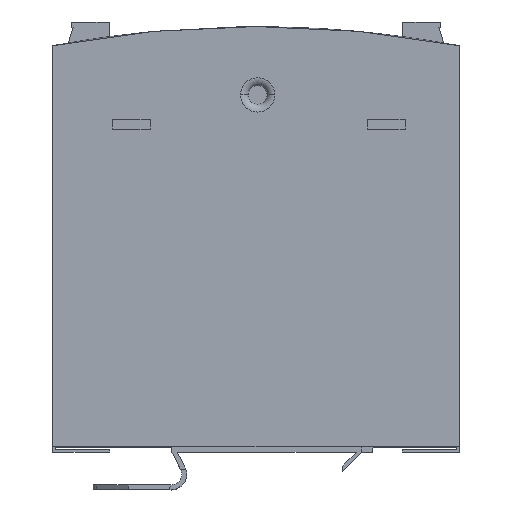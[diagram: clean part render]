
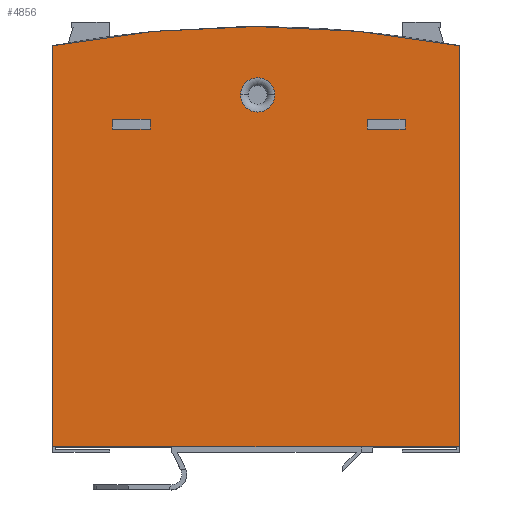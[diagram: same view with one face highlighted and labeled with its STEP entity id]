
A CAD part, top view. The second image highlights one B-rep face of the part: STEP entity #4856.
In plain terms, the highlighted planar face has unit normal (0, 0, 1).
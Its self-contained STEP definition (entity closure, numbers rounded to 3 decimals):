
#158 = LINE ( 'NONE', #21618, #20839 ) ;
#160 = ORIENTED_EDGE ( 'NONE', *, *, #12501, .T. ) ;
#176 = CARTESIAN_POINT ( 'NONE',  ( -26.5, -18.41, 25.5 ) ) ;
#672 = FACE_BOUND ( 'NONE', #9371, .T. ) ;
#781 = AXIS2_PLACEMENT_3D ( 'NONE', #18683, #14678, #2564 ) ;
#1006 = DIRECTION ( 'NONE',  ( 1., 0., 0. ) ) ;
#1224 = ORIENTED_EDGE ( 'NONE', *, *, #9894, .F. ) ;
#1312 = LINE ( 'NONE', #1791, #22247 ) ;
#1476 = VERTEX_POINT ( 'NONE', #22657 ) ;
#1686 = ORIENTED_EDGE ( 'NONE', *, *, #20234, .F. ) ;
#1791 = CARTESIAN_POINT ( 'NONE',  ( -19.5, -18.41, 25.5 ) ) ;
#1849 = DIRECTION ( 'NONE',  ( 1., 0., 0. ) ) ;
#2027 = CIRCLE ( 'NONE', #3148, 200.5 ) ;
#2316 = CARTESIAN_POINT ( 'NONE',  ( -37.5, -3.038, 25.5 ) ) ;
#2516 = CARTESIAN_POINT ( 'NONE',  ( -37.5, -77., 25.5 ) ) ;
#2564 = DIRECTION ( 'NONE',  ( 1., 0., 0. ) ) ;
#3148 = AXIS2_PLACEMENT_3D ( 'NONE', #9720, #22055, #20623 ) ;
#3372 = LINE ( 'NONE', #176, #4138 ) ;
#3476 = VERTEX_POINT ( 'NONE', #22141 ) ;
#3663 = EDGE_CURVE ( 'NONE', #7921, #4251, #17735, .T. ) ;
#3870 = CARTESIAN_POINT ( 'NONE',  ( 20.5, -18.41, 25.5 ) ) ;
#3880 = VERTEX_POINT ( 'NONE', #2516 ) ;
#4138 = VECTOR ( 'NONE', #5274, 1000. ) ;
#4251 = VERTEX_POINT ( 'NONE', #4772 ) ;
#4534 = DIRECTION ( 'NONE',  ( -1., 0., 0. ) ) ;
#4772 = CARTESIAN_POINT ( 'NONE',  ( 27.5, -16.61, 25.5 ) ) ;
#4856 = ADVANCED_FACE ( 'NONE', ( #15142, #672, #22365, #7433 ), #6123, .T. ) ;
#5274 = DIRECTION ( 'NONE',  ( 1., 0., 0. ) ) ;
#6123 = PLANE ( 'NONE',  #781 ) ;
#6131 = EDGE_CURVE ( 'NONE', #1476, #14379, #15779, .T. ) ;
#6181 = VECTOR ( 'NONE', #17467, 1000. ) ;
#6384 = CARTESIAN_POINT ( 'NONE',  ( 20.5, -16.61, 25.5 ) ) ;
#6886 = DIRECTION ( 'NONE',  ( 0., 1., 0. ) ) ;
#6921 = EDGE_CURVE ( 'NONE', #3476, #11089, #1312, .T. ) ;
#6941 = CARTESIAN_POINT ( 'NONE',  ( 27.5, -18.41, 25.5 ) ) ;
#7073 = AXIS2_PLACEMENT_3D ( 'NONE', #10904, #18131, #14693 ) ;
#7361 = CARTESIAN_POINT ( 'NONE',  ( -26.5, -18.41, 25.5 ) ) ;
#7433 = FACE_OUTER_BOUND ( 'NONE', #13685, .T. ) ;
#7921 = VERTEX_POINT ( 'NONE', #9356 ) ;
#8085 = ORIENTED_EDGE ( 'NONE', *, *, #23168, .F. ) ;
#8343 = LINE ( 'NONE', #12142, #21370 ) ;
#8500 = ORIENTED_EDGE ( 'NONE', *, *, #15308, .T. ) ;
#8571 = ORIENTED_EDGE ( 'NONE', *, *, #16186, .T. ) ;
#8633 = VERTEX_POINT ( 'NONE', #7361 ) ;
#9263 = EDGE_CURVE ( 'NONE', #4251, #16691, #13378, .T. ) ;
#9318 = VERTEX_POINT ( 'NONE', #15165 ) ;
#9356 = CARTESIAN_POINT ( 'NONE',  ( 27.5, -18.41, 25.5 ) ) ;
#9371 = EDGE_LOOP ( 'NONE', ( #10825, #22931, #15299, #1224 ) ) ;
#9449 = LINE ( 'NONE', #3870, #10041 ) ;
#9720 = CARTESIAN_POINT ( 'NONE',  ( 0., -200., 25.5 ) ) ;
#9764 = VERTEX_POINT ( 'NONE', #10496 ) ;
#9876 = CARTESIAN_POINT ( 'NONE',  ( -19.5, -16.61, 25.5 ) ) ;
#9894 = EDGE_CURVE ( 'NONE', #8633, #3476, #3372, .T. ) ;
#9918 = LINE ( 'NONE', #13148, #22888 ) ;
#9987 = LINE ( 'NONE', #17231, #6181 ) ;
#10041 = VECTOR ( 'NONE', #11231, 1000. ) ;
#10496 = CARTESIAN_POINT ( 'NONE',  ( 37.5, -3.038, 25.5 ) ) ;
#10825 = ORIENTED_EDGE ( 'NONE', *, *, #16733, .F. ) ;
#10904 = CARTESIAN_POINT ( 'NONE',  ( 0.3, -12.11, 25.5 ) ) ;
#11089 = VERTEX_POINT ( 'NONE', #9876 ) ;
#11231 = DIRECTION ( 'NONE',  ( 0., -1., 0. ) ) ;
#11277 = EDGE_CURVE ( 'NONE', #9318, #9764, #9987, .T. ) ;
#11355 = CARTESIAN_POINT ( 'NONE',  ( 20.5, -16.61, 25.5 ) ) ;
#11441 = CARTESIAN_POINT ( 'NONE',  ( 20.5, -18.41, 25.5 ) ) ;
#11915 = CARTESIAN_POINT ( 'NONE',  ( -26.5, -16.61, 25.5 ) ) ;
#12142 = CARTESIAN_POINT ( 'NONE',  ( -37.5, -77., 25.5 ) ) ;
#12501 = EDGE_CURVE ( 'NONE', #13169, #3880, #18793, .T. ) ;
#12535 = VERTEX_POINT ( 'NONE', #11441 ) ;
#12598 = DIRECTION ( 'NONE',  ( 1., 0., 0. ) ) ;
#12762 = VECTOR ( 'NONE', #13071, 1000. ) ;
#13071 = DIRECTION ( 'NONE',  ( 0., 1., 0. ) ) ;
#13101 = VECTOR ( 'NONE', #13232, 1000. ) ;
#13148 = CARTESIAN_POINT ( 'NONE',  ( -26.5, -18.41, 25.5 ) ) ;
#13169 = VERTEX_POINT ( 'NONE', #18617 ) ;
#13232 = DIRECTION ( 'NONE',  ( 0., -1., 0. ) ) ;
#13378 = LINE ( 'NONE', #6384, #22616 ) ;
#13504 = DIRECTION ( 'NONE',  ( -1., 0., 0. ) ) ;
#13579 = EDGE_CURVE ( 'NONE', #14379, #1476, #15033, .T. ) ;
#13685 = EDGE_LOOP ( 'NONE', ( #8500, #160, #8571, #20803 ) ) ;
#14379 = VERTEX_POINT ( 'NONE', #17086 ) ;
#14678 = DIRECTION ( 'NONE',  ( 0., 0., 1. ) ) ;
#14693 = DIRECTION ( 'NONE',  ( 1., 0., 0. ) ) ;
#15033 = CIRCLE ( 'NONE', #7073, 3.164 ) ;
#15142 = FACE_BOUND ( 'NONE', #22472, .T. ) ;
#15165 = CARTESIAN_POINT ( 'NONE',  ( 37.5, -77., 25.5 ) ) ;
#15299 = ORIENTED_EDGE ( 'NONE', *, *, #6921, .F. ) ;
#15308 = EDGE_CURVE ( 'NONE', #9764, #13169, #2027, .T. ) ;
#15779 = CIRCLE ( 'NONE', #21838, 3.164 ) ;
#16186 = EDGE_CURVE ( 'NONE', #3880, #9318, #8343, .T. ) ;
#16209 = ORIENTED_EDGE ( 'NONE', *, *, #6131, .T. ) ;
#16480 = ORIENTED_EDGE ( 'NONE', *, *, #13579, .T. ) ;
#16691 = VERTEX_POINT ( 'NONE', #11355 ) ;
#16732 = EDGE_LOOP ( 'NONE', ( #1686, #8085, #21534, #19011 ) ) ;
#16733 = EDGE_CURVE ( 'NONE', #18436, #8633, #9918, .T. ) ;
#17086 = CARTESIAN_POINT ( 'NONE',  ( 3.464, -12.11, 25.5 ) ) ;
#17231 = CARTESIAN_POINT ( 'NONE',  ( 37.5, -77., 25.5 ) ) ;
#17467 = DIRECTION ( 'NONE',  ( 0., 1., 0. ) ) ;
#17735 = LINE ( 'NONE', #6941, #12762 ) ;
#18131 = DIRECTION ( 'NONE',  ( 0., 0., -1. ) ) ;
#18436 = VERTEX_POINT ( 'NONE', #11915 ) ;
#18617 = CARTESIAN_POINT ( 'NONE',  ( -37.5, -3.038, 25.5 ) ) ;
#18683 = CARTESIAN_POINT ( 'NONE',  ( 0., -200., 25.5 ) ) ;
#18793 = LINE ( 'NONE', #2316, #13101 ) ;
#19011 = ORIENTED_EDGE ( 'NONE', *, *, #3663, .F. ) ;
#19516 = CARTESIAN_POINT ( 'NONE',  ( 0.3, -12.11, 25.5 ) ) ;
#19750 = DIRECTION ( 'NONE',  ( 0., 0., -1. ) ) ;
#20234 = EDGE_CURVE ( 'NONE', #12535, #7921, #158, .T. ) ;
#20376 = DIRECTION ( 'NONE',  ( 0., -1., 0. ) ) ;
#20623 = DIRECTION ( 'NONE',  ( 1., 0., 0. ) ) ;
#20787 = CARTESIAN_POINT ( 'NONE',  ( -26.5, -16.61, 25.5 ) ) ;
#20803 = ORIENTED_EDGE ( 'NONE', *, *, #11277, .T. ) ;
#20839 = VECTOR ( 'NONE', #12598, 1000. ) ;
#21370 = VECTOR ( 'NONE', #1006, 1000. ) ;
#21534 = ORIENTED_EDGE ( 'NONE', *, *, #9263, .F. ) ;
#21618 = CARTESIAN_POINT ( 'NONE',  ( 20.5, -18.41, 25.5 ) ) ;
#21838 = AXIS2_PLACEMENT_3D ( 'NONE', #19516, #19750, #1849 ) ;
#22055 = DIRECTION ( 'NONE',  ( 0., 0., 1. ) ) ;
#22141 = CARTESIAN_POINT ( 'NONE',  ( -19.5, -18.41, 25.5 ) ) ;
#22227 = LINE ( 'NONE', #20787, #22529 ) ;
#22247 = VECTOR ( 'NONE', #6886, 1000. ) ;
#22365 = FACE_BOUND ( 'NONE', #16732, .T. ) ;
#22472 = EDGE_LOOP ( 'NONE', ( #16480, #16209 ) ) ;
#22529 = VECTOR ( 'NONE', #4534, 1000. ) ;
#22616 = VECTOR ( 'NONE', #13504, 1000. ) ;
#22633 = EDGE_CURVE ( 'NONE', #11089, #18436, #22227, .T. ) ;
#22657 = CARTESIAN_POINT ( 'NONE',  ( -2.864, -12.11, 25.5 ) ) ;
#22888 = VECTOR ( 'NONE', #20376, 1000. ) ;
#22931 = ORIENTED_EDGE ( 'NONE', *, *, #22633, .F. ) ;
#23168 = EDGE_CURVE ( 'NONE', #16691, #12535, #9449, .T. ) ;
